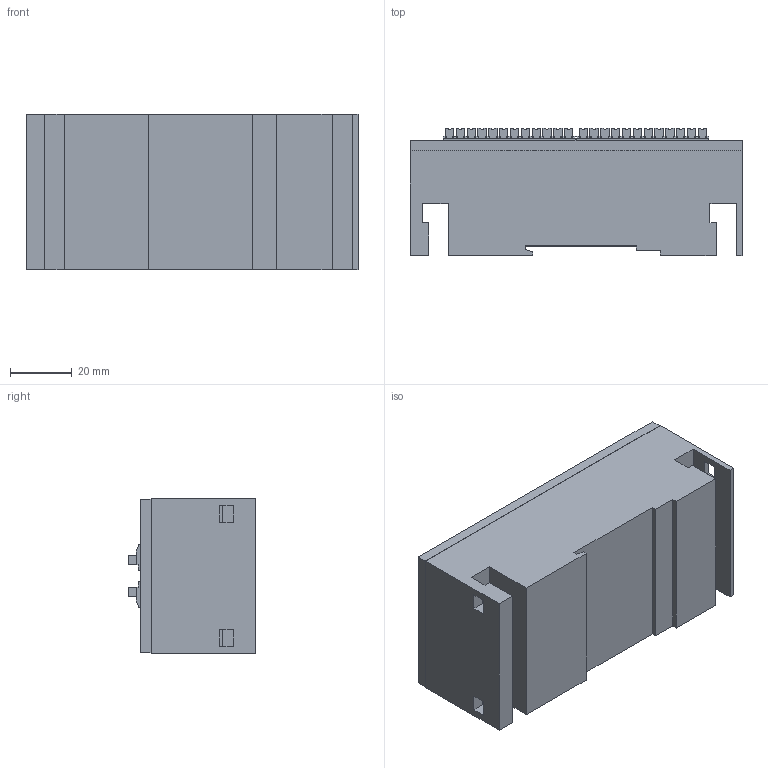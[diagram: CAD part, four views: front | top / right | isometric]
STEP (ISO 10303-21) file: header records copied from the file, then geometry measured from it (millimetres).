
FILE_DESCRIPTION(/* description */ ('STEP AP214'),/* implementation_level */ '2;1');
FILE_NAME(/* name */ '572606_CPX-L-16DE-16-KL-3POL',/* time_stamp */ '2024-08-07T19:39:23+02:00',/* author */ ('License CC BY-ND 4.0'),/* organization */ ('CADENAS'),/* preprocessor_version */ 'ST-DEVELOPER v19.3',/* originating_system */ 'PARTsolutions',/* authorisation */ ' ');
FILE_SCHEMA (('AUTOMOTIVE_DESIGN {1 0 10303 214 3 1 1}'));
Length unit declared in the file: millimetre
Products named in the file (3): 572606 CPX-L-16DE-16-KL-3POL; 572606 CPX-L-16DE-16-KL-3POL---(P); 572606 CPX-GE-EV-P---(EV)
Assembly tree (2 placements, depth 2):
  572606 CPX-L-16DE-16-KL-3POL
    572606 CPX-L-16DE-16-KL-3POL---(P)
    572606 CPX-GE-EV-P---(EV)
Bounding box: 107.3 x 41.1 x 50.1 mm (x, y, z)
Volume: 132500.8 mm3; surface area: 48019.8 mm2
Topology: 2 solids, 2 shells, 1266 faces, 3730 edges, 2484 vertices
Faces by surface type: plane 1092, cylinder 162, cone 8, torus 4
Full cylindrical faces by diameter (mm): 1.2 x48, 4.1 x4
Entity records: 41362 total; most frequent: CARTESIAN_POINT 7323, ORIENTED_EDGE 7236, DIRECTION 6928, EDGE_CURVE 3618, LINE 2846, VECTOR 2846, VERTEX_POINT 2436, AXIS2_PLACEMENT_3D 2041
